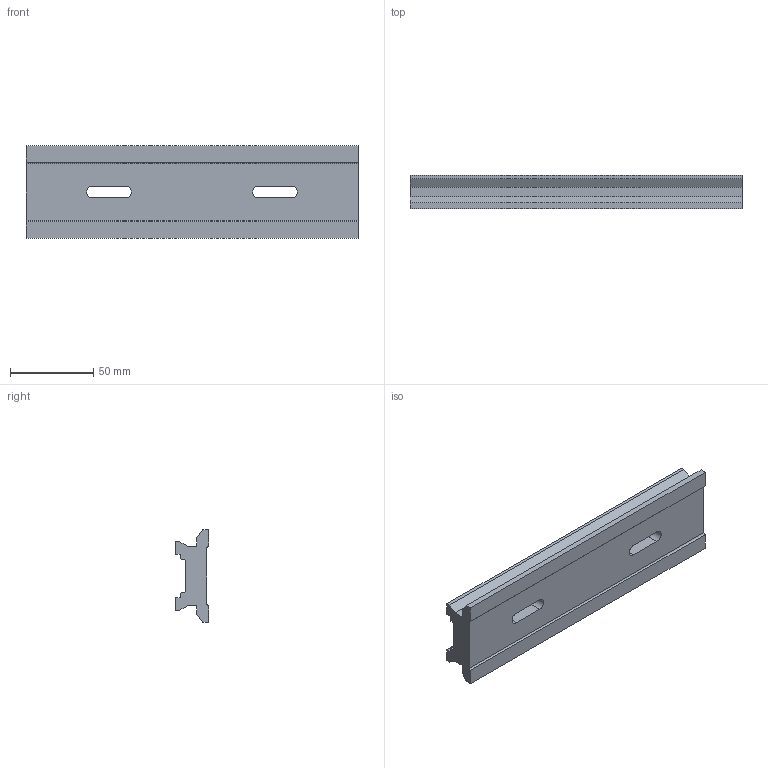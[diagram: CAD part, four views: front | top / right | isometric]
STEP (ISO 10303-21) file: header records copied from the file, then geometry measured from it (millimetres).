
FILE_DESCRIPTION (( 'STEP AP203' ), '1' );
FILE_NAME ('RAOB-M2.STEP', '2022-07-20T09:07:11', ( '' ), ( '' ), 'SwSTEP 2.0', 'SolidWorks 2021', '' );
FILE_SCHEMA (( 'CONFIG_CONTROL_DESIGN' ));
Length unit declared in the file: millimetre
Products named in the file (1): RAOB-M2
Bounding box: 200 x 20 x 56 mm (x, y, z)
Surface area: 35782.2 mm2 (no closed solid volume)
Topology: 0 solids, 1 shells, 50 faces, 138 edges, 92 vertices
Faces by surface type: plane 38, cylinder 12
Entity records: 1671 total; most frequent: CARTESIAN_POINT 281, ORIENTED_EDGE 276, DIRECTION 264, EDGE_CURVE 138, LINE 114, VECTOR 114, VERTEX_POINT 92, AXIS2_PLACEMENT_3D 75
